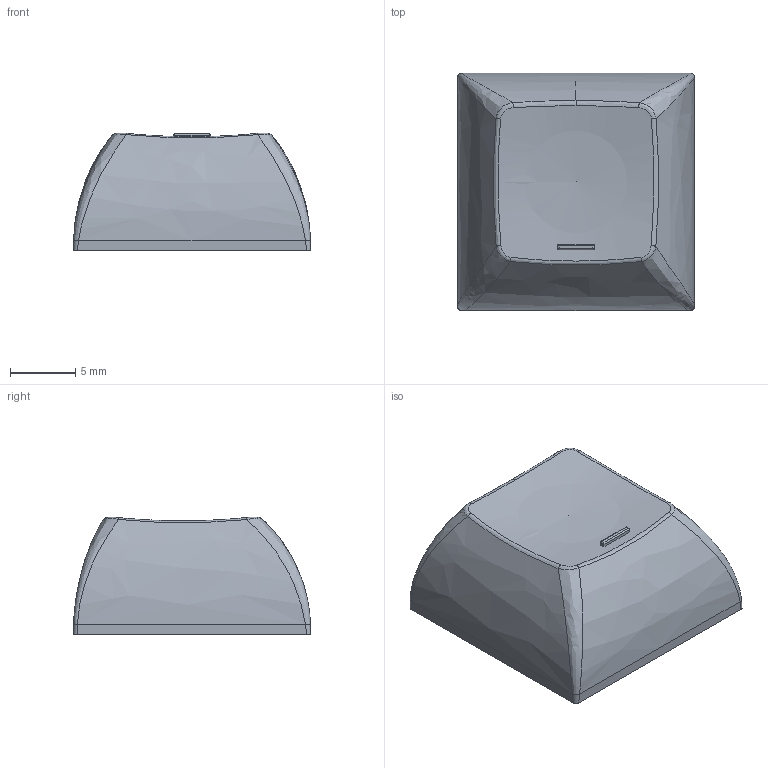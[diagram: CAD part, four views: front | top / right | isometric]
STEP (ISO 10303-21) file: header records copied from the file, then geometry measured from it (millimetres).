
FILE_DESCRIPTION(('FreeCAD Model'),'2;1');
FILE_NAME('Open CASCADE Shape Model','2025-01-04T21:25:41',(''),(''), 'Open CASCADE STEP processor 7.8','FreeCAD','Unknown');
FILE_SCHEMA(('AUTOMOTIVE_DESIGN { 1 0 10303 214 1 1 1 1 }'));
Length unit declared in the file: millimetre
Products named in the file (1): Compound
Bounding box: 18.2 x 18.2 x 9.05 mm (x, y, z)
Surface area: 1615.2 mm2 (no closed solid volume)
Topology: 0 solids, 1 shells, 74 faces, 188 edges, 117 vertices
Faces by surface type: plane 40, bspline 25, cylinder 7, sphere 2
Full cylindrical faces by diameter (mm): 5.2 x1
Entity records: 7738 total; most frequent: CARTESIAN_POINT 4456, DIRECTION 439, ORIENTED_EDGE 373, PCURVE 373, DEFINITIONAL_REPRESENTATION 373, LINE 313, VECTOR 313, B_SPLINE_CURVE_WITH_KNOTS 215
